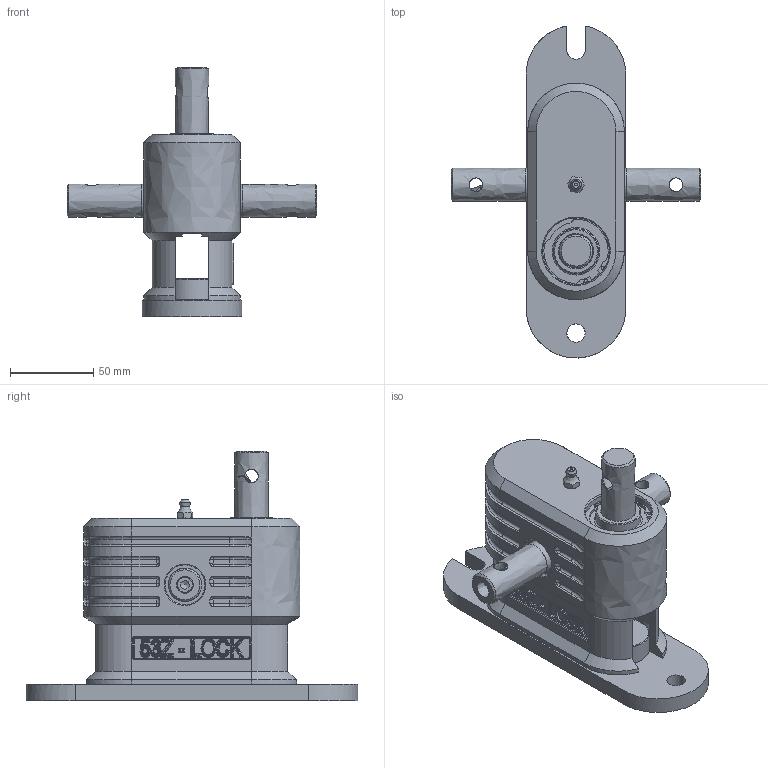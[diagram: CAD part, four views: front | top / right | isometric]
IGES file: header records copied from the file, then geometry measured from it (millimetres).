
Global section: file name: 51153_0613_00; native system: Autodesk Inventor 2022; preprocessor: unknown; author: Nesvadba; date: 20240222.102235; units: millimetre
Bounding box: 150.1 x 199.46 x 150 mm (x, y, z)
Volume: 452402.5 mm3; surface area: 139344.6 mm2
Topology: 16 solids, 16 shells, 2530 faces, 6549 edges, 4140 vertices
Faces by surface type: bspline 2530
